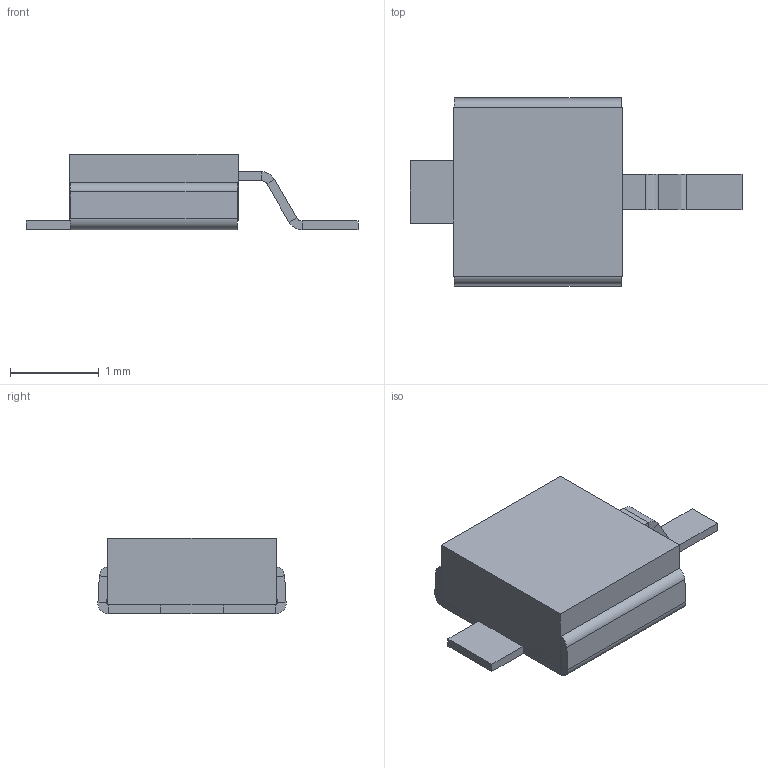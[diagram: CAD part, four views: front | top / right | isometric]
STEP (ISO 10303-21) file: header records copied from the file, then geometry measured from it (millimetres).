
FILE_DESCRIPTION(('FreeCAD Model'),'2;1');
FILE_NAME('DO_216AA.step','2017-06-08T15:29:13', ('kicad StepUp'),('ksu MCAD'),'Open CASCADE STEP processor 6.8', 'FreeCAD','Unknown');
FILE_SCHEMA(('AUTOMOTIVE_DESIGN_CC2 { 1 2 10303 214 -1 1 5 4 }'));
Length unit declared in the file: millimetre
Products named in the file (1): DO_216AA
Bounding box: 3.74 x 2.12 x 0.85 mm (x, y, z)
Volume: 3.3 mm3; surface area: 18.4 mm2
Topology: 1 solids, 1 shells, 61 faces, 138 edges, 78 vertices
Faces by surface type: plane 49, cylinder 12
Entity records: 2088 total; most frequent: DIRECTION 286, CARTESIAN_POINT 278, ORIENTED_EDGE 276, EDGE_CURVE 138, LINE 114, VECTOR 114, AXIS2_PLACEMENT_3D 86, VERTEX_POINT 78
